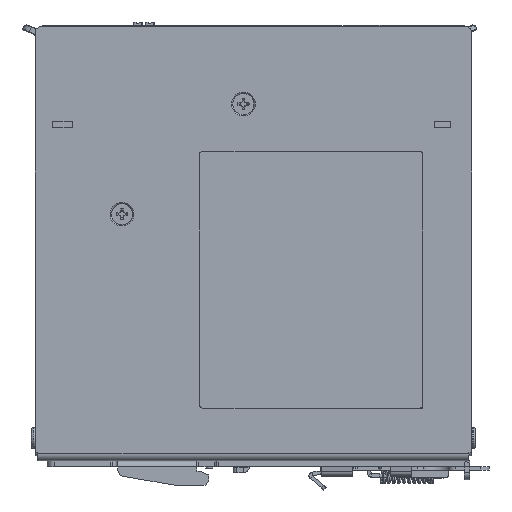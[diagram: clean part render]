
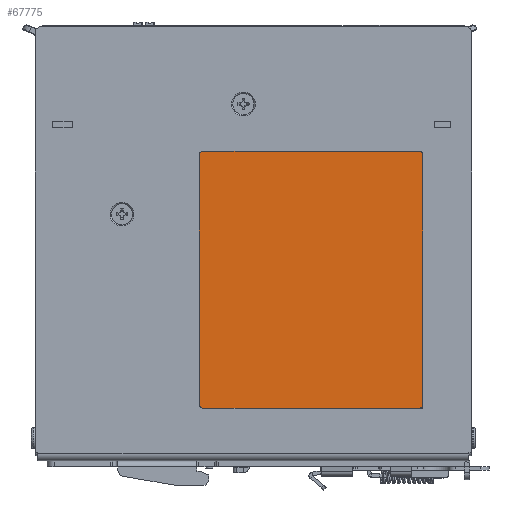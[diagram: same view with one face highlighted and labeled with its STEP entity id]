
A CAD part, left-side view. The second image highlights one B-rep face of the part: STEP entity #67775.
In plain terms, the highlighted planar face has unit normal (-1, 0, 0).
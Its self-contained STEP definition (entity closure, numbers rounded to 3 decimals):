
#2633 = DIRECTION ( 'NONE',  ( 0., 1., 0. ) ) ;
#7074 = VERTEX_POINT ( 'NONE', #63868 ) ;
#8709 = DIRECTION ( 'NONE',  ( -1., 0., 0. ) ) ;
#9491 = VERTEX_POINT ( 'NONE', #111098 ) ;
#9659 = EDGE_CURVE ( 'NONE', #33891, #125820, #115202, .T. ) ;
#14223 = LINE ( 'NONE', #63154, #25891 ) ;
#17500 = DIRECTION ( 'NONE',  ( 0., 0., 1. ) ) ;
#25891 = VECTOR ( 'NONE', #44384, 1000. ) ;
#27625 = VECTOR ( 'NONE', #47474, 1000. ) ;
#33809 = EDGE_CURVE ( 'NONE', #85441, #41523, #14223, .T. ) ;
#33891 = VERTEX_POINT ( 'NONE', #87849 ) ;
#34072 = ORIENTED_EDGE ( 'NONE', *, *, #33809, .T. ) ;
#35444 = CARTESIAN_POINT ( 'NONE',  ( -19.075, 13.5, 25.145 ) ) ;
#38346 = CARTESIAN_POINT ( 'NONE',  ( -19.075, -49., 25.145 ) ) ;
#38371 = ORIENTED_EDGE ( 'NONE', *, *, #60006, .T. ) ;
#41523 = VERTEX_POINT ( 'NONE', #131549 ) ;
#42699 = FACE_OUTER_BOUND ( 'NONE', #80745, .T. ) ;
#44384 = DIRECTION ( 'NONE',  ( 0., 1., 0. ) ) ;
#45033 = DIRECTION ( 'NONE',  ( 0., 0., 1. ) ) ;
#45209 = LINE ( 'NONE', #76014, #120034 ) ;
#46356 = LINE ( 'NONE', #55078, #102832 ) ;
#47104 = ORIENTED_EDGE ( 'NONE', *, *, #76216, .T. ) ;
#47428 = CARTESIAN_POINT ( 'NONE',  ( -19.075, -49., 26.145 ) ) ;
#47474 = DIRECTION ( 'NONE',  ( 0., 0., -1. ) ) ;
#49949 = ORIENTED_EDGE ( 'NONE', *, *, #83569, .T. ) ;
#50017 = VERTEX_POINT ( 'NONE', #131177 ) ;
#50250 = EDGE_CURVE ( 'NONE', #105058, #9491, #46356, .T. ) ;
#52844 = DIRECTION ( 'NONE',  ( -1., 0., 0. ) ) ;
#54187 = CARTESIAN_POINT ( 'NONE',  ( -19.075, 12.5, -45.855 ) ) ;
#55078 = CARTESIAN_POINT ( 'NONE',  ( -19.075, -50., -45.855 ) ) ;
#56503 = DIRECTION ( 'NONE',  ( -1., 0., 0. ) ) ;
#60006 = EDGE_CURVE ( 'NONE', #9491, #85441, #121658, .T. ) ;
#61462 = DIRECTION ( 'NONE',  ( -1., 0., 0. ) ) ;
#63154 = CARTESIAN_POINT ( 'NONE',  ( -19.075, -49., 26.145 ) ) ;
#63868 = CARTESIAN_POINT ( 'NONE',  ( -19.075, -49., -46.855 ) ) ;
#64373 = ORIENTED_EDGE ( 'NONE', *, *, #9659, .T. ) ;
#67775 = ADVANCED_FACE ( 'NONE', ( #42699 ), #91611, .T. ) ;
#71242 = CIRCLE ( 'NONE', #81934, 1. ) ;
#72420 = AXIS2_PLACEMENT_3D ( 'NONE', #54187, #52844, #2633 ) ;
#72441 = ORIENTED_EDGE ( 'NONE', *, *, #115127, .T. ) ;
#72855 = CARTESIAN_POINT ( 'NONE',  ( -19.075, 13.5, 26.145 ) ) ;
#76014 = CARTESIAN_POINT ( 'NONE',  ( -19.075, 12.5, -46.855 ) ) ;
#76216 = EDGE_CURVE ( 'NONE', #50017, #33891, #87005, .T. ) ;
#77911 = DIRECTION ( 'NONE',  ( 0., -1., 0. ) ) ;
#80745 = EDGE_LOOP ( 'NONE', ( #98280, #72441, #81520, #38371, #34072, #49949, #47104, #64373 ) ) ;
#81410 = EDGE_CURVE ( 'NONE', #125820, #7074, #45209, .T. ) ;
#81520 = ORIENTED_EDGE ( 'NONE', *, *, #50250, .T. ) ;
#81934 = AXIS2_PLACEMENT_3D ( 'NONE', #128699, #119913, #17500 ) ;
#83569 = EDGE_CURVE ( 'NONE', #41523, #50017, #71242, .T. ) ;
#85441 = VERTEX_POINT ( 'NONE', #47428 ) ;
#87005 = LINE ( 'NONE', #35444, #27625 ) ;
#87849 = CARTESIAN_POINT ( 'NONE',  ( -19.075, 13.5, -45.855 ) ) ;
#88931 = CIRCLE ( 'NONE', #116619, 1. ) ;
#90522 = AXIS2_PLACEMENT_3D ( 'NONE', #72855, #61462, #94257 ) ;
#91611 = PLANE ( 'NONE',  #90522 ) ;
#94257 = DIRECTION ( 'NONE',  ( 0., 0., 1. ) ) ;
#98280 = ORIENTED_EDGE ( 'NONE', *, *, #81410, .T. ) ;
#100443 = CARTESIAN_POINT ( 'NONE',  ( -19.075, -49., -45.855 ) ) ;
#102314 = CARTESIAN_POINT ( 'NONE',  ( -19.075, -50., -45.855 ) ) ;
#102832 = VECTOR ( 'NONE', #45033, 1000. ) ;
#105058 = VERTEX_POINT ( 'NONE', #102314 ) ;
#110472 = DIRECTION ( 'NONE',  ( 0., 0., -1. ) ) ;
#111098 = CARTESIAN_POINT ( 'NONE',  ( -19.075, -50., 25.145 ) ) ;
#115127 = EDGE_CURVE ( 'NONE', #7074, #105058, #88931, .T. ) ;
#115202 = CIRCLE ( 'NONE', #72420, 1. ) ;
#115236 = AXIS2_PLACEMENT_3D ( 'NONE', #38346, #56503, #77911 ) ;
#116619 = AXIS2_PLACEMENT_3D ( 'NONE', #100443, #8709, #110472 ) ;
#119913 = DIRECTION ( 'NONE',  ( -1., 0., 0. ) ) ;
#120034 = VECTOR ( 'NONE', #120634, 1000. ) ;
#120634 = DIRECTION ( 'NONE',  ( 0., -1., 0. ) ) ;
#121658 = CIRCLE ( 'NONE', #115236, 1. ) ;
#125820 = VERTEX_POINT ( 'NONE', #128442 ) ;
#128442 = CARTESIAN_POINT ( 'NONE',  ( -19.075, 12.5, -46.855 ) ) ;
#128699 = CARTESIAN_POINT ( 'NONE',  ( -19.075, 12.5, 25.145 ) ) ;
#131177 = CARTESIAN_POINT ( 'NONE',  ( -19.075, 13.5, 25.145 ) ) ;
#131549 = CARTESIAN_POINT ( 'NONE',  ( -19.075, 12.5, 26.145 ) ) ;
